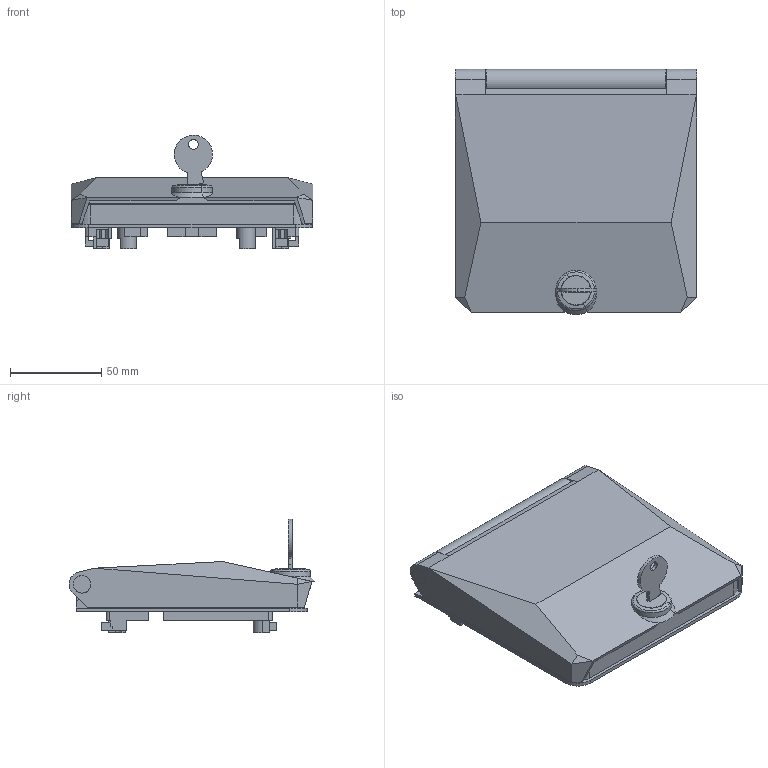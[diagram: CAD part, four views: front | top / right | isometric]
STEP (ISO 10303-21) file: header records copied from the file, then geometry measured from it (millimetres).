
FILE_DESCRIPTION(('CATIA V5 STEP Exchange','CAx-IF Rec.Pracs.--- Model Styling and Organization---1.4--- 2014-01-23'),'2;1');
FILE_NAME ('118749-1_2_2003180000_2003180000.stp','2019-10-09T14:14:55+00:00',('none'),('Weidmueller'),'CATIA Version 5-6 Release 2016 SP3 HF44','CATIA V5 STEP AP214','none');
FILE_SCHEMA(('AUTOMOTIVE_DESIGN { 1 0 10303 214 1 1 1 1 }'));
Length unit declared in the file: millimetre
Products named in the file (1): 2003180000
Bounding box: 131.8 x 134.14 x 62.08 mm (x, y, z)
Volume: 159735.2 mm3; surface area: 87638.5 mm2
Topology: 14 solids, 14 shells, 532 faces, 1433 edges, 947 vertices
Faces by surface type: plane 376, cylinder 132, sphere 10, extrusion 8, cone 4, torus 2
Entity records: 16444 total; most frequent: CARTESIAN_POINT 3724, ORIENTED_EDGE 2866, DIRECTION 2081, EDGE_CURVE 1433, VECTOR 1038, LINE 1030, VERTEX_POINT 947, AXIS2_PLACEMENT_3D 667
